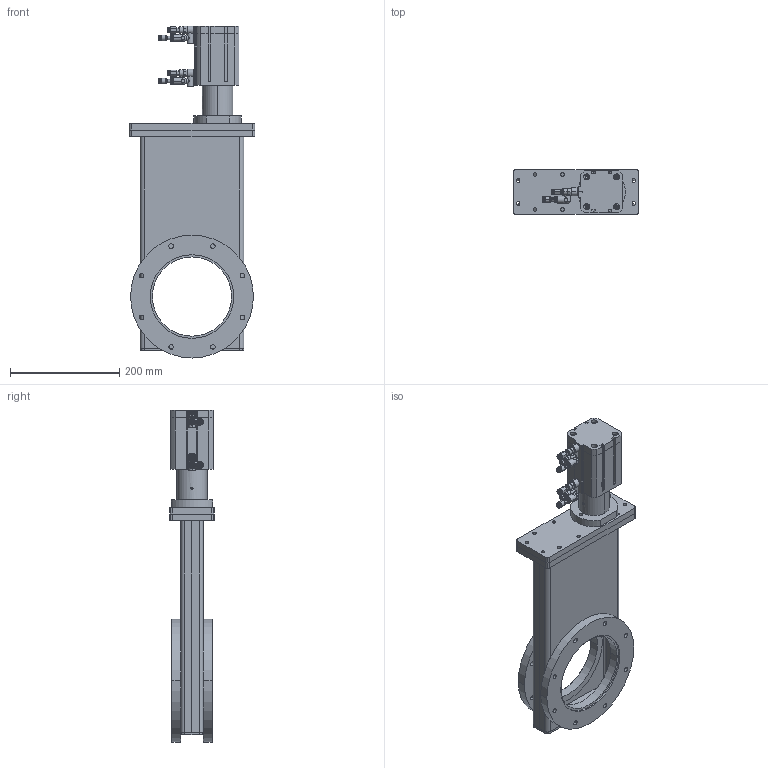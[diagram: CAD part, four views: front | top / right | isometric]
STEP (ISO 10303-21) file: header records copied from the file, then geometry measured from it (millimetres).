
FILE_DESCRIPTION (( 'STEP AP214' ), '1' );
FILE_NAME ('TLG6000-220-11(ISO160)-1200_GATE_VALVE.STEP', '2026-04-17T21:46:35', ( '' ), ( '' ), 'SwSTEP 2.0', 'SolidWorks 2023', '' );
FILE_SCHEMA (( 'AUTOMOTIVE_DESIGN' ));
Length unit declared in the file: millimetre
Products named in the file (1): TLG6000-220-11(ISO160)-1200_GATE_VALVE
Bounding box: 230 x 82 x 608 mm (x, y, z)
Surface area: 650254.2 mm2 (no closed solid volume)
Topology: 0 solids, 21 shells, 1797 faces, 4297 edges, 2608 vertices
Faces by surface type: plane 661, cylinder 628, cone 462, torus 36, sphere 10
Entity records: 60879 total; most frequent: CARTESIAN_POINT 14827, ORIENTED_EDGE 8526, DIRECTION 8479, EDGE_CURVE 4279, AXIS2_PLACEMENT_3D 3432, VERTEX_POINT 2608, EDGE_LOOP 2025, FACE_OUTER_BOUND 1797
